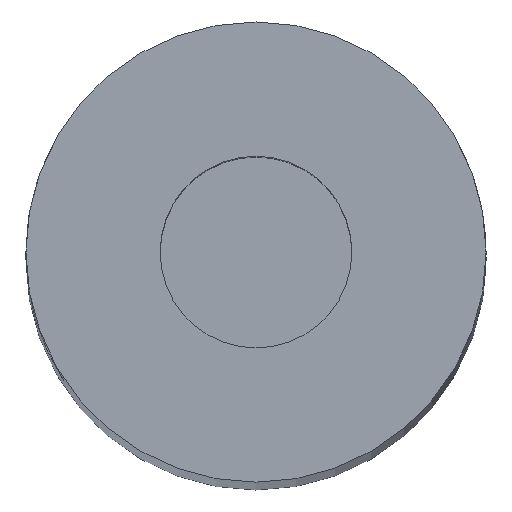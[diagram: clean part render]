
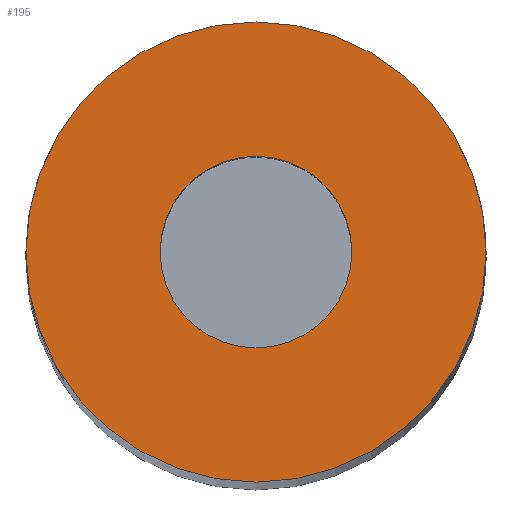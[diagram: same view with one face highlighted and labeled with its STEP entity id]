
A CAD part, top view. The second image highlights one B-rep face of the part: STEP entity #195.
In plain terms, the highlighted planar face has unit normal (0, 0, 1).
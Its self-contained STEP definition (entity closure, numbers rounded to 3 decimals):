
#16=FACE_BOUND('',#59,.T.);
#29=CIRCLE('',#228,2.5);
#31=CIRCLE('',#232,6.);
#44=FACE_OUTER_BOUND('',#58,.T.);
#58=EDGE_LOOP('',(#170));
#59=EDGE_LOOP('',(#171));
#98=VERTEX_POINT('',#339);
#100=VERTEX_POINT('',#346);
#119=EDGE_CURVE('',#98,#98,#29,.T.);
#122=EDGE_CURVE('',#100,#100,#31,.T.);
#170=ORIENTED_EDGE('',*,*,#122,.T.);
#171=ORIENTED_EDGE('',*,*,#119,.T.);
#182=PLANE('',#234);
#195=ADVANCED_FACE('',(#44,#16),#182,.T.);
#228=AXIS2_PLACEMENT_3D('',#340,#281,#282);
#232=AXIS2_PLACEMENT_3D('',#347,#290,#291);
#234=AXIS2_PLACEMENT_3D('',#352,#296,#297);
#281=DIRECTION('center_axis',(0.,0.,-1.));
#282=DIRECTION('ref_axis',(-1.,0.,0.));
#290=DIRECTION('center_axis',(0.,0.,1.));
#291=DIRECTION('ref_axis',(1.,0.,0.));
#296=DIRECTION('center_axis',(0.,0.,1.));
#297=DIRECTION('ref_axis',(1.,0.,0.));
#339=CARTESIAN_POINT('',(2.5,0.,117.));
#340=CARTESIAN_POINT('Origin',(0.,0.,117.));
#346=CARTESIAN_POINT('',(-6.,0.,117.));
#347=CARTESIAN_POINT('Origin',(0.,0.,117.));
#352=CARTESIAN_POINT('Origin',(0.,0.,117.));
